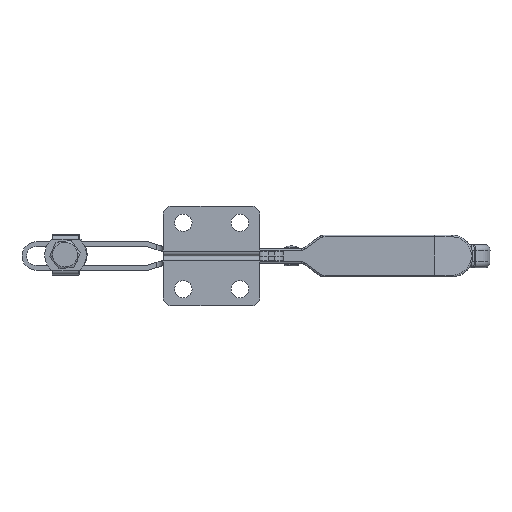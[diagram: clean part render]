
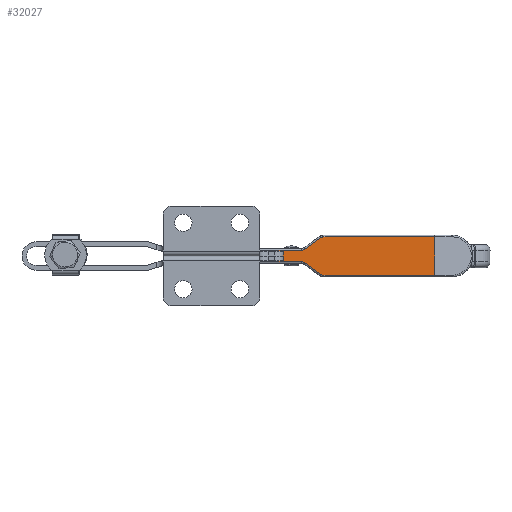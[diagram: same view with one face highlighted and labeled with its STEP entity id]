
A CAD part, front view. The second image highlights one B-rep face of the part: STEP entity #32027.
In plain terms, the highlighted planar face has unit normal (0, -1, 0).
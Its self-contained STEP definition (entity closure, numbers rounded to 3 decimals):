
#2467 = EDGE_LOOP ( 'NONE', ( #64536, #64537, #64538, #64539, #64540, #64541, #64542, #64543, #64544, #64545, #64546, #64547 ) ) ;
#7796 = B_SPLINE_CURVE_WITH_KNOTS ( 'NONE', 3,
 ( #49859, #49863, #49873, #49857 ),
 .UNSPECIFIED., .F., .F.,
 ( 4, 4 ),
 ( 0., 1. ),
 .UNSPECIFIED. ) ;
#7858 = B_SPLINE_CURVE_WITH_KNOTS ( 'NONE', 3,
 ( #47982, #48006, #47993, #47980 ),
 .UNSPECIFIED., .F., .F.,
 ( 4, 4 ),
 ( 0., 1. ),
 .UNSPECIFIED. ) ;
#7967 = B_SPLINE_CURVE_WITH_KNOTS ( 'NONE', 3,
 ( #43683, #43693, #43691, #43681, #43679, #43678, #43676, #43674, #43671, #43669, #43667, #43666, #43664 ),
 .UNSPECIFIED., .F., .F.,
 ( 4, 1, 1, 1, 1, 1, 1, 1, 1, 1, 4 ),
 ( 0., 0.071, 0.143, 0.214, 0.286, 0.428, 0.498, 0.572, 0.714, 0.857, 1. ),
 .UNSPECIFIED. ) ;
#7970 = B_SPLINE_CURVE_WITH_KNOTS ( 'NONE', 3,
 ( #40566, #40576, #40573, #40564, #40562, #40560, #40559, #40557, #40555, #40553, #40552, #40550, #40548 ),
 .UNSPECIFIED., .F., .F.,
 ( 4, 1, 1, 1, 1, 1, 1, 1, 1, 1, 4 ),
 ( 0., 0.071, 0.143, 0.214, 0.286, 0.428, 0.498, 0.572, 0.714, 0.857, 1. ),
 .UNSPECIFIED. ) ;
#15314 = EDGE_CURVE ( 'NONE', #36954, #36708, #7796, .T. ) ;
#15354 = EDGE_CURVE ( 'NONE', #36513, #36562, #7858, .T. ) ;
#15477 = EDGE_CURVE ( 'NONE', #36865, #36554, #52166, .T. ) ;
#15480 = EDGE_CURVE ( 'NONE', #36554, #36521, #52170, .T. ) ;
#15481 = EDGE_CURVE ( 'NONE', #36521, #36811, #52171, .T. ) ;
#15483 = EDGE_CURVE ( 'NONE', #36811, #36869, #7967, .T. ) ;
#15485 = EDGE_CURVE ( 'NONE', #36869, #36954, #52177, .T. ) ;
#15486 = EDGE_CURVE ( 'NONE', #36708, #36848, #52175, .T. ) ;
#15487 = EDGE_CURVE ( 'NONE', #36848, #36647, #52179, .T. ) ;
#15488 = EDGE_CURVE ( 'NONE', #36647, #36513, #52176, .T. ) ;
#15489 = EDGE_CURVE ( 'NONE', #36562, #36520, #52183, .T. ) ;
#15491 = EDGE_CURVE ( 'NONE', #36520, #36865, #7970, .T. ) ;
#32027 = ADVANCED_FACE ( 'NONE', ( #43077 ), #51868, .F. ) ;
#36513 = VERTEX_POINT ( 'NONE', #60570 ) ;
#36520 = VERTEX_POINT ( 'NONE', #60577 ) ;
#36521 = VERTEX_POINT ( 'NONE', #60578 ) ;
#36554 = VERTEX_POINT ( 'NONE', #60611 ) ;
#36562 = VERTEX_POINT ( 'NONE', #60619 ) ;
#36647 = VERTEX_POINT ( 'NONE', #60704 ) ;
#36708 = VERTEX_POINT ( 'NONE', #60765 ) ;
#36811 = VERTEX_POINT ( 'NONE', #60868 ) ;
#36848 = VERTEX_POINT ( 'NONE', #60908 ) ;
#36865 = VERTEX_POINT ( 'NONE', #60925 ) ;
#36869 = VERTEX_POINT ( 'NONE', #60929 ) ;
#36954 = VERTEX_POINT ( 'NONE', #61014 ) ;
#40548 = CARTESIAN_POINT ( 'NONE',  ( 25.021, 0., 9. ) ) ;
#40550 = CARTESIAN_POINT ( 'NONE',  ( 25.14, 0., 8.997 ) ) ;
#40552 = CARTESIAN_POINT ( 'NONE',  ( 25.378, 0., 8.991 ) ) ;
#40553 = CARTESIAN_POINT ( 'NONE',  ( 25.732, 0., 8.942 ) ) ;
#40555 = CARTESIAN_POINT ( 'NONE',  ( 26.024, 0., 8.876 ) ) ;
#40557 = CARTESIAN_POINT ( 'NONE',  ( 26.252, 0., 8.807 ) ) ;
#40559 = CARTESIAN_POINT ( 'NONE',  ( 26.478, 0., 8.729 ) ) ;
#40560 = CARTESIAN_POINT ( 'NONE',  ( 26.696, 0., 8.636 ) ) ;
#40562 = CARTESIAN_POINT ( 'NONE',  ( 26.908, 0., 8.529 ) ) ;
#40564 = CARTESIAN_POINT ( 'NONE',  ( 27.063, 0., 8.441 ) ) ;
#40566 = CARTESIAN_POINT ( 'NONE',  ( 27.361, 0., 8.244 ) ) ;
#40573 = CARTESIAN_POINT ( 'NONE',  ( 27.215, 0., 8.347 ) ) ;
#40576 = CARTESIAN_POINT ( 'NONE',  ( 27.312, 0., 8.278 ) ) ;
#43077 = FACE_OUTER_BOUND ( 'NONE', #2467, .T. ) ;
#43641 = DIRECTION ( 'NONE',  ( -1., 0., 0. ) ) ;
#43643 = DIRECTION ( 'NONE',  ( 0., 0., -1. ) ) ;
#43646 = CARTESIAN_POINT ( 'NONE',  ( 105.18, 0., 25. ) ) ;
#43647 = DIRECTION ( 'NONE',  ( 1., 0., 0. ) ) ;
#43650 = CARTESIAN_POINT ( 'NONE',  ( 0., 0., 24. ) ) ;
#43658 = CARTESIAN_POINT ( 'NONE',  ( 0., 0., 1. ) ) ;
#43664 = CARTESIAN_POINT ( 'NONE',  ( 27.361, 0., 16.756 ) ) ;
#43666 = CARTESIAN_POINT ( 'NONE',  ( 27.263, 0., 16.689 ) ) ;
#43667 = CARTESIAN_POINT ( 'NONE',  ( 27.066, 0., 16.554 ) ) ;
#43669 = CARTESIAN_POINT ( 'NONE',  ( 26.75, 0., 16.387 ) ) ;
#43671 = CARTESIAN_POINT ( 'NONE',  ( 26.475, 0., 16.27 ) ) ;
#43674 = CARTESIAN_POINT ( 'NONE',  ( 26.249, 0., 16.192 ) ) ;
#43676 = CARTESIAN_POINT ( 'NONE',  ( 26.021, 0., 16.124 ) ) ;
#43678 = CARTESIAN_POINT ( 'NONE',  ( 25.79, 0., 16.071 ) ) ;
#43679 = CARTESIAN_POINT ( 'NONE',  ( 25.555, 0., 16.034 ) ) ;
#43681 = CARTESIAN_POINT ( 'NONE',  ( 25.377, 0., 16.015 ) ) ;
#43683 = CARTESIAN_POINT ( 'NONE',  ( 25.021, 0., 16. ) ) ;
#43691 = CARTESIAN_POINT ( 'NONE',  ( 25.199, 0., 16.002 ) ) ;
#43693 = CARTESIAN_POINT ( 'NONE',  ( 25.08, 0., 16.001 ) ) ;
#43696 = DIRECTION ( 'NONE',  ( 1., 0., 0. ) ) ;
#43700 = CARTESIAN_POINT ( 'NONE',  ( 0., 0., 16. ) ) ;
#43708 = DIRECTION ( 'NONE',  ( 0.811, 0., 0.585 ) ) ;
#43710 = CARTESIAN_POINT ( 'NONE',  ( 27.361, 0., 16.756 ) ) ;
#43717 = DIRECTION ( 'NONE',  ( 0., 0., 1. ) ) ;
#43720 = CARTESIAN_POINT ( 'NONE',  ( 0., 0., 25. ) ) ;
#43737 = CARTESIAN_POINT ( 'NONE',  ( 0., 0., 9. ) ) ;
#43739 = DIRECTION ( 'NONE',  ( -1., 0., 0. ) ) ;
#47192 = CARTESIAN_POINT ( 'NONE',  ( 36.879, 0., 1.378 ) ) ;
#47980 = CARTESIAN_POINT ( 'NONE',  ( 36.879, 0., 1.378 ) ) ;
#47982 = CARTESIAN_POINT ( 'NONE',  ( 38.049, 0., 1. ) ) ;
#47993 = CARTESIAN_POINT ( 'NONE',  ( 37.217, 0., 1.134 ) ) ;
#48006 = CARTESIAN_POINT ( 'NONE',  ( 37.633, 0., 1. ) ) ;
#49857 = CARTESIAN_POINT ( 'NONE',  ( 38.049, 0., 24. ) ) ;
#49859 = CARTESIAN_POINT ( 'NONE',  ( 36.879, 0., 23.622 ) ) ;
#49863 = CARTESIAN_POINT ( 'NONE',  ( 37.217, 0., 23.866 ) ) ;
#49873 = CARTESIAN_POINT ( 'NONE',  ( 37.633, 0., 24. ) ) ;
#51735 = DIRECTION ( 'NONE',  ( 0., 0., 1. ) ) ;
#51820 = DIRECTION ( 'NONE',  ( 0., 1., 0. ) ) ;
#51868 = PLANE ( 'NONE',  #55473 ) ;
#51903 = CARTESIAN_POINT ( 'NONE',  ( 0., 0., 25. ) ) ;
#52166 = LINE ( 'NONE', #43737, #52168 ) ;
#52168 = VECTOR ( 'NONE', #43739, 1000. ) ;
#52170 = LINE ( 'NONE', #43720, #52172 ) ;
#52171 = LINE ( 'NONE', #43700, #52174 ) ;
#52172 = VECTOR ( 'NONE', #43717, 1000. ) ;
#52174 = VECTOR ( 'NONE', #43696, 1000. ) ;
#52175 = LINE ( 'NONE', #43650, #52180 ) ;
#52176 = LINE ( 'NONE', #43658, #52184 ) ;
#52177 = LINE ( 'NONE', #43710, #52178 ) ;
#52178 = VECTOR ( 'NONE', #43708, 1000. ) ;
#52179 = LINE ( 'NONE', #43646, #52182 ) ;
#52180 = VECTOR ( 'NONE', #43647, 1000. ) ;
#52182 = VECTOR ( 'NONE', #43643, 1000. ) ;
#52183 = LINE ( 'NONE', #47192, #52186 ) ;
#52184 = VECTOR ( 'NONE', #43641, 1000. ) ;
#52186 = VECTOR ( 'NONE', #57775, 1000. ) ;
#55473 = AXIS2_PLACEMENT_3D ( 'NONE', #51903, #51820, #51735 ) ;
#57775 = DIRECTION ( 'NONE',  ( -0.811, 0., 0.585 ) ) ;
#60570 = CARTESIAN_POINT ( 'NONE',  ( 38.049, 0., 1. ) ) ;
#60577 = CARTESIAN_POINT ( 'NONE',  ( 27.361, 0., 8.244 ) ) ;
#60578 = CARTESIAN_POINT ( 'NONE',  ( 0., 0., 16. ) ) ;
#60611 = CARTESIAN_POINT ( 'NONE',  ( 0., 0., 9. ) ) ;
#60619 = CARTESIAN_POINT ( 'NONE',  ( 36.879, 0., 1.378 ) ) ;
#60704 = CARTESIAN_POINT ( 'NONE',  ( 105.18, 0., 1. ) ) ;
#60765 = CARTESIAN_POINT ( 'NONE',  ( 38.049, 0., 24. ) ) ;
#60868 = CARTESIAN_POINT ( 'NONE',  ( 25.021, 0., 16. ) ) ;
#60908 = CARTESIAN_POINT ( 'NONE',  ( 105.18, 0., 24. ) ) ;
#60925 = CARTESIAN_POINT ( 'NONE',  ( 25.021, 0., 9. ) ) ;
#60929 = CARTESIAN_POINT ( 'NONE',  ( 27.361, 0., 16.756 ) ) ;
#61014 = CARTESIAN_POINT ( 'NONE',  ( 36.879, 0., 23.622 ) ) ;
#64536 = ORIENTED_EDGE ( 'NONE', *, *, #15489, .F. ) ;
#64537 = ORIENTED_EDGE ( 'NONE', *, *, #15354, .F. ) ;
#64538 = ORIENTED_EDGE ( 'NONE', *, *, #15488, .F. ) ;
#64539 = ORIENTED_EDGE ( 'NONE', *, *, #15487, .F. ) ;
#64540 = ORIENTED_EDGE ( 'NONE', *, *, #15486, .F. ) ;
#64541 = ORIENTED_EDGE ( 'NONE', *, *, #15314, .F. ) ;
#64542 = ORIENTED_EDGE ( 'NONE', *, *, #15485, .F. ) ;
#64543 = ORIENTED_EDGE ( 'NONE', *, *, #15483, .F. ) ;
#64544 = ORIENTED_EDGE ( 'NONE', *, *, #15481, .F. ) ;
#64545 = ORIENTED_EDGE ( 'NONE', *, *, #15480, .F. ) ;
#64546 = ORIENTED_EDGE ( 'NONE', *, *, #15477, .F. ) ;
#64547 = ORIENTED_EDGE ( 'NONE', *, *, #15491, .F. ) ;
